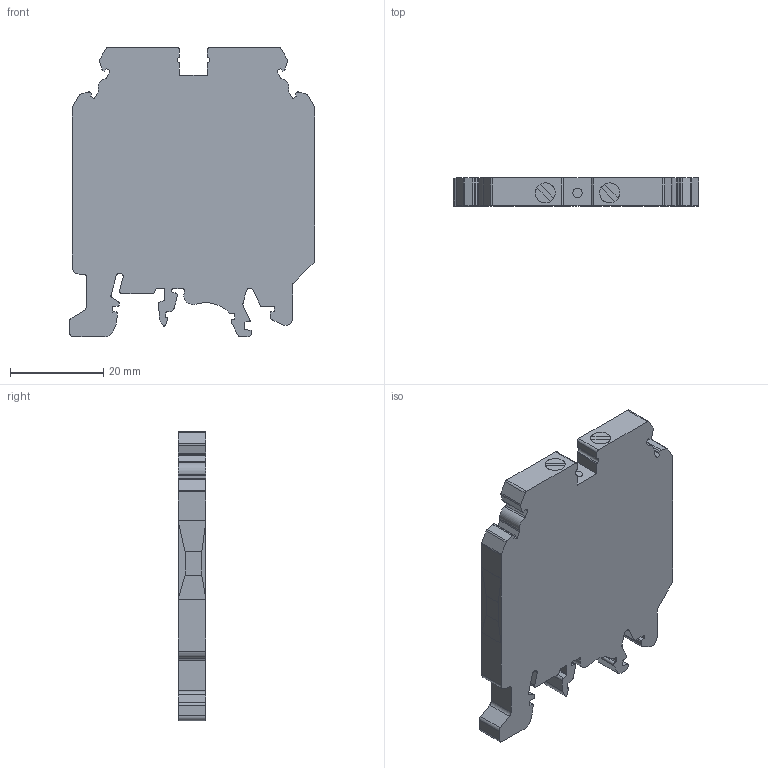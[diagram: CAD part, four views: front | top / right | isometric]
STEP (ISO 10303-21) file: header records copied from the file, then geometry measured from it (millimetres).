
FILE_DESCRIPTION(/* description */ (''),/* implementation_level */ '2;1');
FILE_NAME(/* name */ 'CTS4USC.stp',/* time_stamp */ '2017-05-31T10:31:36-04:00',/* author */ ('CAD Station'),/* organization */ (''),/* preprocessor_version */ 'ST-DEVELOPER v16.1',/* originating_system */ 'Autodesk Inventor 2016',/* authorisation */ '');
FILE_SCHEMA (('AUTOMOTIVE_DESIGN { 1 0 10303 214 3 1 1 }'));
Length unit declared in the file: metre
Products named in the file (1): cts4usc
Bounding box: 52.66 x 6 x 62 mm (x, y, z)
Volume: 16216.6 mm3; surface area: 7268.4 mm2
Topology: 1 solids, 1 shells, 206 faces, 579 edges, 378 vertices
Faces by surface type: plane 124, cylinder 82
Full cylindrical faces by diameter (mm): 2 x1, 4.3 x2
Entity records: 6859 total; most frequent: DIRECTION 1158, CARTESIAN_POINT 1157, ORIENTED_EDGE 1148, EDGE_CURVE 574, LINE 404, VECTOR 404, AXIS2_PLACEMENT_3D 377, VERTEX_POINT 376
